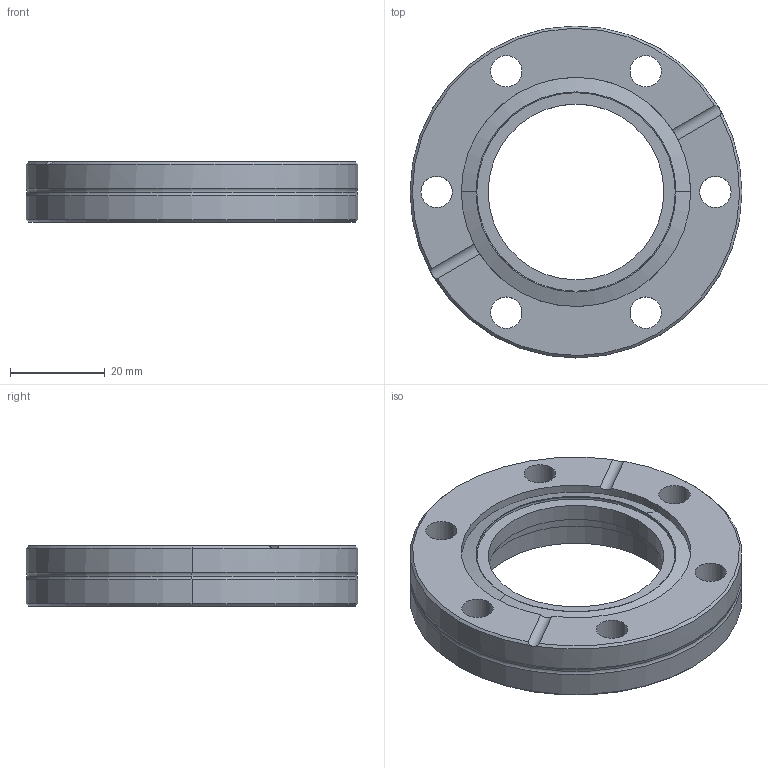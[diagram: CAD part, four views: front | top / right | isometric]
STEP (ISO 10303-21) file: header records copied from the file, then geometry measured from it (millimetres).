
FILE_DESCRIPTION (( 'STEP AP214' ), '1' );
FILE_NAME ('480FAD040-40.stp', '2017-04-24T08:52:16', ( '' ), ( '' ), 'SwSTEP 2.0', 'SolidWorks 2015', '' );
FILE_SCHEMA (( 'AUTOMOTIVE_DESIGN' ));
Length unit declared in the file: millimetre
Products named in the file (1): 480FAD040-40
Bounding box: 69.9 x 69.9 x 12.7 mm (x, y, z)
Volume: 29309.2 mm3; surface area: 13770.4 mm2
Topology: 2 solids, 2 shells, 54 faces, 128 edges, 79 vertices
Faces by surface type: cylinder 28, cone 11, torus 8, plane 7
Entity records: 2294 total; most frequent: CARTESIAN_POINT 322, DIRECTION 311, ORIENTED_EDGE 256, AXIS2_PLACEMENT_3D 136, EDGE_CURVE 128, CIRCLE 81, VERTEX_POINT 79, EDGE_LOOP 71
